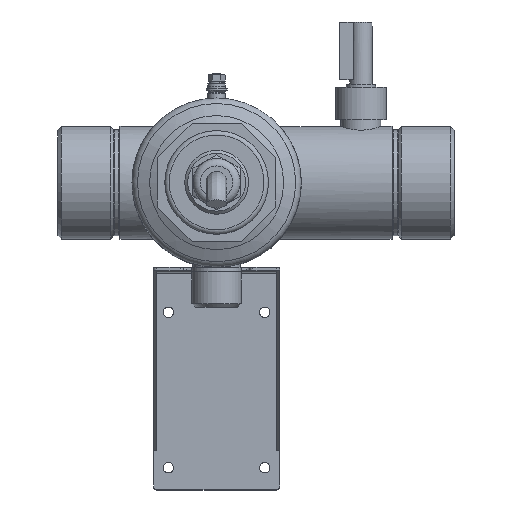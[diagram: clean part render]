
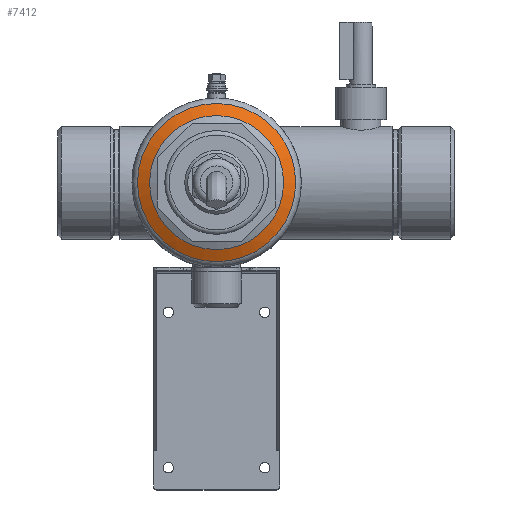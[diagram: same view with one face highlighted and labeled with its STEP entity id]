
A CAD part, top view. The second image highlights one B-rep face of the part: STEP entity #7412.
In plain terms, the highlighted spherical face has radius 114.3 mm.
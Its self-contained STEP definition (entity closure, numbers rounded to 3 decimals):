
#332 = VERTEX_POINT ( 'NONE', #7622 ) ;
#506 = CARTESIAN_POINT ( 'NONE',  ( 0., 0., 111.7 ) ) ;
#549 = AXIS2_PLACEMENT_3D ( 'NONE', #3676, #6110, #580 ) ;
#580 = DIRECTION ( 'NONE',  ( 0., -1., 0. ) ) ;
#606 = ORIENTED_EDGE ( 'NONE', *, *, #1210, .T. ) ;
#811 = CIRCLE ( 'NONE', #549, 53.422 ) ;
#1210 = EDGE_CURVE ( 'NONE', #332, #332, #811, .T. ) ;
#1259 = FACE_OUTER_BOUND ( 'NONE', #6398, .T. ) ;
#1862 = AXIS2_PLACEMENT_3D ( 'NONE', #2997, #5188, #5788 ) ;
#2917 = DIRECTION ( 'NONE',  ( 0., -1., 0. ) ) ;
#2936 = EDGE_CURVE ( 'NONE', #3604, #3604, #7578, .T. ) ;
#2997 = CARTESIAN_POINT ( 'NONE',  ( 0., 0., 216.658 ) ) ;
#3604 = VERTEX_POINT ( 'NONE', #6032 ) ;
#3676 = CARTESIAN_POINT ( 'NONE',  ( 0., 0., 212.748 ) ) ;
#3753 = ORIENTED_EDGE ( 'NONE', *, *, #2936, .F. ) ;
#4110 = FACE_OUTER_BOUND ( 'NONE', #4141, .T. ) ;
#4141 = EDGE_LOOP ( 'NONE', ( #606 ) ) ;
#4743 = DIRECTION ( 'NONE',  ( 1., 0., 0. ) ) ;
#5074 = AXIS2_PLACEMENT_3D ( 'NONE', #506, #4743, #2917 ) ;
#5188 = DIRECTION ( 'NONE',  ( 0., 0., 1. ) ) ;
#5788 = DIRECTION ( 'NONE',  ( 0., 1., 0. ) ) ;
#5942 = SPHERICAL_SURFACE ( 'NONE', #5074, 114.3 ) ;
#6032 = CARTESIAN_POINT ( 'NONE',  ( 0., 45.258, 216.658 ) ) ;
#6110 = DIRECTION ( 'NONE',  ( 0., 0., 1. ) ) ;
#6398 = EDGE_LOOP ( 'NONE', ( #3753 ) ) ;
#7412 = ADVANCED_FACE ( 'NONE', ( #4110, #1259 ), #5942, .T. ) ;
#7578 = CIRCLE ( 'NONE', #1862, 45.258 ) ;
#7622 = CARTESIAN_POINT ( 'NONE',  ( 0., -53.422, 212.748 ) ) ;
